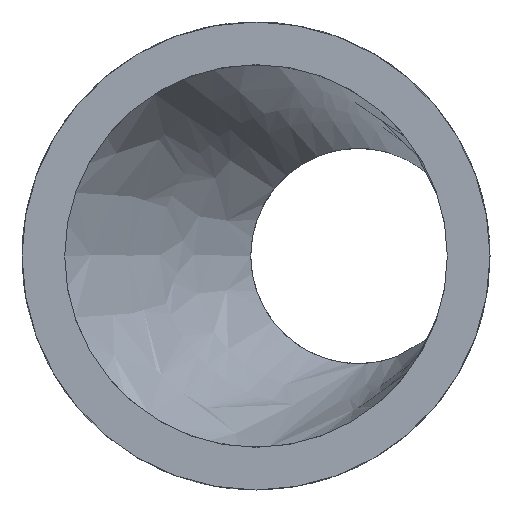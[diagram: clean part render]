
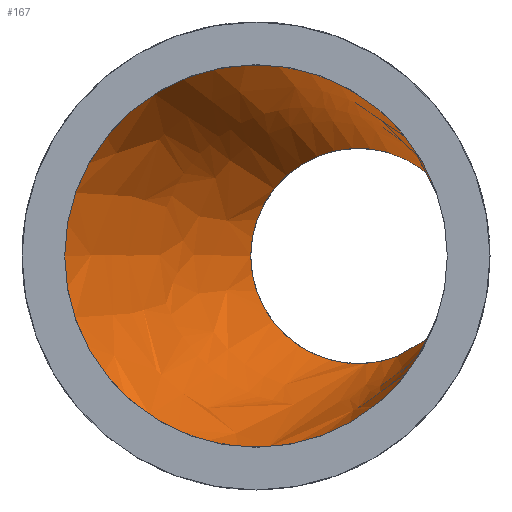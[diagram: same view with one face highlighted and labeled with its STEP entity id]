
A CAD part, left-side view. The second image highlights one B-rep face of the part: STEP entity #167.
In plain terms, the highlighted free-form (B-spline) face has degree [1, 2] with [2, 9] control points.
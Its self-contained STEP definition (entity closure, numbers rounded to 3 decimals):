
#31=CIRCLE('',#195,65.4);
#32=CIRCLE('',#196,65.4);
#33=CIRCLE('',#197,36.8);
#34=CIRCLE('',#198,36.8);
#35=CIRCLE('',#199,36.8);
#36=CIRCLE('',#200,36.8);
#37=CIRCLE('',#201,65.4);
#38=CIRCLE('',#202,65.4);
#43=(
BOUNDED_SURFACE()
B_SPLINE_SURFACE(1,2,((#796,#797,#798,#799,#800,#801,#802,#803,#804),(#805,
#806,#807,#808,#809,#810,#811,#812,#813)),.UNSPECIFIED.,.F.,.T.,.F.)
B_SPLINE_SURFACE_WITH_KNOTS((2,2),(3,2,2,2,3),(-0.285,2.041),
(-3.142,-1.571,0.,1.571,3.142),
 .UNSPECIFIED.)
GEOMETRIC_REPRESENTATION_ITEM()
RATIONAL_B_SPLINE_SURFACE(((1.,0.707,1.,0.707,1.,
0.707,1.,0.707,1.),(1.,0.707,1.,0.707,
1.,0.707,1.,0.707,1.)))
REPRESENTATION_ITEM('')
SURFACE()
);
#47=FACE_OUTER_BOUND('',#57,.T.);
#57=EDGE_LOOP('',(#121,#122,#123,#124,#125,#126,#127,#128,#129,#130));
#73=B_SPLINE_CURVE_WITH_KNOTS('',1,(#820,#821),.UNSPECIFIED.,.F.,.F.,(2,
2),(0.019,1.889),.UNSPECIFIED.);
#79=VERTEX_POINT('',#814);
#80=VERTEX_POINT('',#815);
#81=VERTEX_POINT('',#817);
#82=VERTEX_POINT('',#819);
#83=VERTEX_POINT('',#822);
#84=VERTEX_POINT('',#824);
#85=VERTEX_POINT('',#826);
#86=VERTEX_POINT('',#829);
#97=EDGE_CURVE('',#79,#80,#31,.T.);
#98=EDGE_CURVE('',#80,#81,#32,.T.);
#99=EDGE_CURVE('',#81,#82,#73,.T.);
#100=EDGE_CURVE('',#82,#83,#33,.T.);
#101=EDGE_CURVE('',#83,#84,#34,.T.);
#102=EDGE_CURVE('',#84,#85,#35,.T.);
#103=EDGE_CURVE('',#85,#82,#36,.T.);
#104=EDGE_CURVE('',#81,#86,#37,.T.);
#105=EDGE_CURVE('',#86,#79,#38,.T.);
#121=ORIENTED_EDGE('',*,*,#97,.T.);
#122=ORIENTED_EDGE('',*,*,#98,.T.);
#123=ORIENTED_EDGE('',*,*,#99,.T.);
#124=ORIENTED_EDGE('',*,*,#100,.T.);
#125=ORIENTED_EDGE('',*,*,#101,.T.);
#126=ORIENTED_EDGE('',*,*,#102,.T.);
#127=ORIENTED_EDGE('',*,*,#103,.T.);
#128=ORIENTED_EDGE('',*,*,#99,.F.);
#129=ORIENTED_EDGE('',*,*,#104,.T.);
#130=ORIENTED_EDGE('',*,*,#105,.T.);
#167=ADVANCED_FACE('',(#47),#43,.T.);
#195=AXIS2_PLACEMENT_3D('',#816,#215,#216);
#196=AXIS2_PLACEMENT_3D('',#818,#217,#218);
#197=AXIS2_PLACEMENT_3D('',#823,#219,#220);
#198=AXIS2_PLACEMENT_3D('',#825,#221,#222);
#199=AXIS2_PLACEMENT_3D('',#827,#223,#224);
#200=AXIS2_PLACEMENT_3D('',#828,#225,#226);
#201=AXIS2_PLACEMENT_3D('',#830,#227,#228);
#202=AXIS2_PLACEMENT_3D('',#831,#229,#230);
#215=DIRECTION('center_axis',(-1.,0.,0.));
#216=DIRECTION('ref_axis',(0.,-1.,0.));
#217=DIRECTION('center_axis',(-1.,0.,0.));
#218=DIRECTION('ref_axis',(0.,-1.,0.));
#219=DIRECTION('center_axis',(1.,0.,0.));
#220=DIRECTION('ref_axis',(0.,-1.,0.));
#221=DIRECTION('center_axis',(1.,0.,0.));
#222=DIRECTION('ref_axis',(0.,-1.,0.));
#223=DIRECTION('center_axis',(1.,0.,0.));
#224=DIRECTION('ref_axis',(0.,-1.,0.));
#225=DIRECTION('center_axis',(1.,0.,0.));
#226=DIRECTION('ref_axis',(0.,-1.,0.));
#227=DIRECTION('center_axis',(-1.,0.,0.));
#228=DIRECTION('ref_axis',(0.,-1.,0.));
#229=DIRECTION('center_axis',(-1.,0.,0.));
#230=DIRECTION('ref_axis',(0.,-1.,0.));
#796=CARTESIAN_POINT('Ctrl Pts',(96.893,36.04,-69.893));
#797=CARTESIAN_POINT('Ctrl Pts',(115.5,100.4,-69.893));
#798=CARTESIAN_POINT('Ctrl Pts',(115.5,100.4,0.));
#799=CARTESIAN_POINT('Ctrl Pts',(115.5,100.4,69.893));
#800=CARTESIAN_POINT('Ctrl Pts',(96.893,36.04,69.893));
#801=CARTESIAN_POINT('Ctrl Pts',(78.287,-28.32,69.893));
#802=CARTESIAN_POINT('Ctrl Pts',(78.287,-28.32,0.));
#803=CARTESIAN_POINT('Ctrl Pts',(78.287,-28.32,-69.893));
#804=CARTESIAN_POINT('Ctrl Pts',(96.893,36.04,-69.893));
#805=CARTESIAN_POINT('Ctrl Pts',(239.353,-5.146,-34.388));
#806=CARTESIAN_POINT('Ctrl Pts',(248.508,26.52,-34.388));
#807=CARTESIAN_POINT('Ctrl Pts',(248.508,26.52,0.));
#808=CARTESIAN_POINT('Ctrl Pts',(248.508,26.52,34.388));
#809=CARTESIAN_POINT('Ctrl Pts',(239.353,-5.146,34.388));
#810=CARTESIAN_POINT('Ctrl Pts',(230.199,-36.811,34.388));
#811=CARTESIAN_POINT('Ctrl Pts',(230.199,-36.811,0.));
#812=CARTESIAN_POINT('Ctrl Pts',(230.199,-36.811,-34.388));
#813=CARTESIAN_POINT('Ctrl Pts',(239.353,-5.146,-34.388));
#814=CARTESIAN_POINT('',(115.5,-18.441,37.699));
#815=CARTESIAN_POINT('',(115.5,100.4,0.));
#816=CARTESIAN_POINT('Origin',(115.5,35.,0.));
#817=CARTESIAN_POINT('',(115.5,30.661,-65.256));
#818=CARTESIAN_POINT('Origin',(115.5,35.,0.));
#819=CARTESIAN_POINT('',(230.,-2.442,-36.719));
#820=CARTESIAN_POINT('Ctrl Pts',(115.5,30.661,-65.256));
#821=CARTESIAN_POINT('Ctrl Pts',(230.,-2.442,-36.719));
#822=CARTESIAN_POINT('',(230.,36.8,0.));
#823=CARTESIAN_POINT('Origin',(230.,0.,0.));
#824=CARTESIAN_POINT('',(230.,-30.071,21.213));
#825=CARTESIAN_POINT('Origin',(230.,0.,0.));
#826=CARTESIAN_POINT('',(230.,-30.071,-21.213));
#827=CARTESIAN_POINT('Origin',(230.,0.,0.));
#828=CARTESIAN_POINT('Origin',(230.,0.,0.));
#829=CARTESIAN_POINT('',(115.5,-18.441,-37.699));
#830=CARTESIAN_POINT('Origin',(115.5,35.,0.));
#831=CARTESIAN_POINT('Origin',(115.5,35.,0.));
